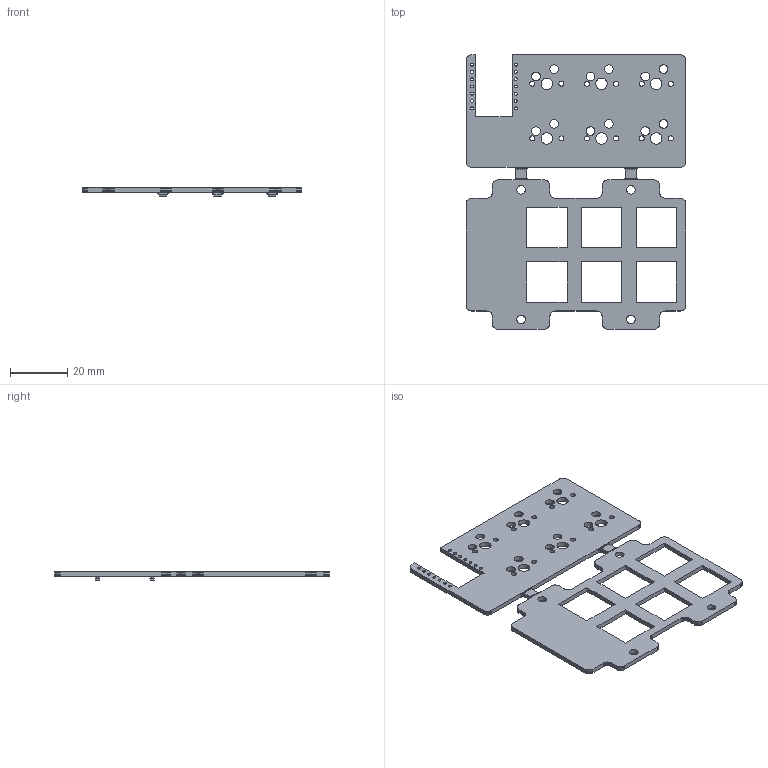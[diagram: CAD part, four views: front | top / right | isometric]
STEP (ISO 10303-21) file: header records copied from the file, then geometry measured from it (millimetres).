
FILE_DESCRIPTION(('KiCad electronic assembly'),'2;1');
FILE_NAME('MonakaPad_PCB.step','2024-02-24T18:31:11',('Pcbnew'),('Kicad' ),'Open CASCADE STEP processor 7.7','KiCad to STEP converter', 'Unknown');
FILE_SCHEMA(('AUTOMOTIVE_DESIGN { 1 0 10303 214 1 1 1 1 }'));
Length unit declared in the file: millimetre
Products named in the file (4): MonakaPad_PCB 1; D_SOD-123; D_SOD_123; MonakaPad_PCB PCB
Assembly tree (8 placements, depth 3):
  MonakaPad_PCB 1
    D_SOD-123  x6
      D_SOD_123
    MonakaPad_PCB PCB
Bounding box: 76.6 x 95.7 x 2.9 mm (x, y, z)
Volume: 7799.4 mm3; surface area: 11828.7 mm2
Topology: 7 solids, 7 shells, 872 faces, 2340 edges, 1488 vertices
Faces by surface type: plane 588, bspline 156, cylinder 128
Full cylindrical faces by diameter (mm): 0.5 x16, 1 x14, 1.75 x12, 3 x4, 3.05 x12, 4 x6
Entity records: 39060 total; most frequent: CARTESIAN_POINT 7498, DIRECTION 5616, LINE 4216, VECTOR 4216, ORIENTED_EDGE 3120, PCURVE 3120, DEFINITIONAL_REPRESENTATION 3120, EDGE_CURVE 1560
